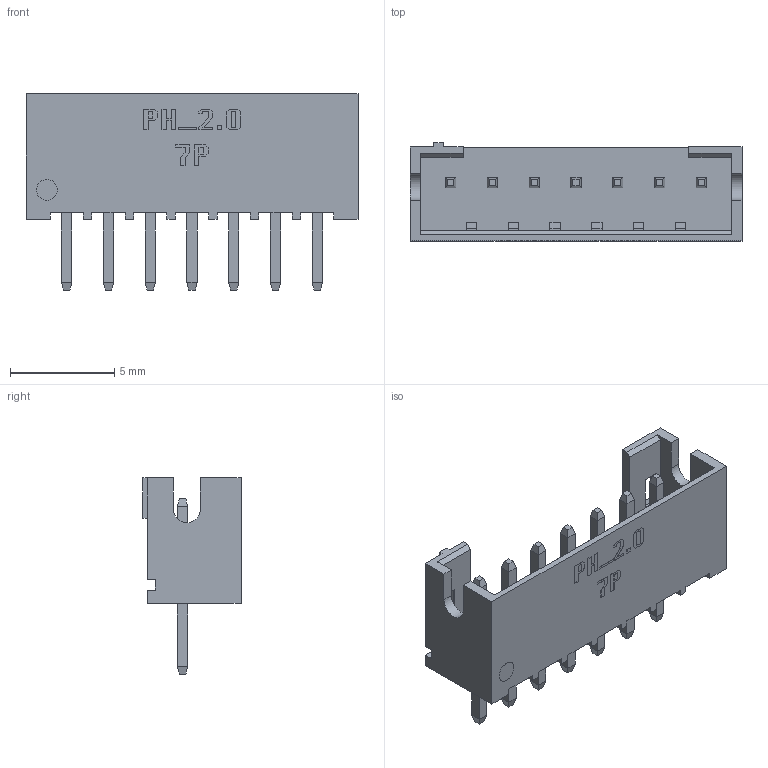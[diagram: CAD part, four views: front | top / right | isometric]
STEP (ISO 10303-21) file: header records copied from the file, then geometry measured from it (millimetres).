
FILE_DESCRIPTION(/* description */ ('model of Conn_PH-2.0_7P_TOP'),/* implementation_level */ '2;1');
FILE_NAME(/* name */ 'Conn_PH-2.0_7P_TOP.stp',/* time_stamp */ '2016-01-21T23:51:54',/* author */ ('Joan The Spark',''),/* organization */ (''),/* preprocessor_version */ '',/* originating_system */ '',/* authorisation */ '');
FILE_SCHEMA (('AUTOMOTIVE_DESIGN { 1 0 10303 214 3 1 1 }'));
Length unit declared in the file: millimetre
Products named in the file (1): Conn_PH-2.0_xP_TOP
Bounding box: 15.9 x 4.7 x 9.4 mm (x, y, z)
Volume: 159.2 mm3; surface area: 582.9 mm2
Topology: 1 solids, 1 shells, 327 faces, 833 edges, 533 vertices
Faces by surface type: plane 324, cylinder 3
Full cylindrical faces by diameter (mm): 1 x1
Entity records: 9952 total; most frequent: CARTESIAN_POINT 1693, ORIENTED_EDGE 1664, DIRECTION 1494, EDGE_CURVE 832, LINE 826, VECTOR 826, VERTEX_POINT 533, EDGE_LOOP 357
